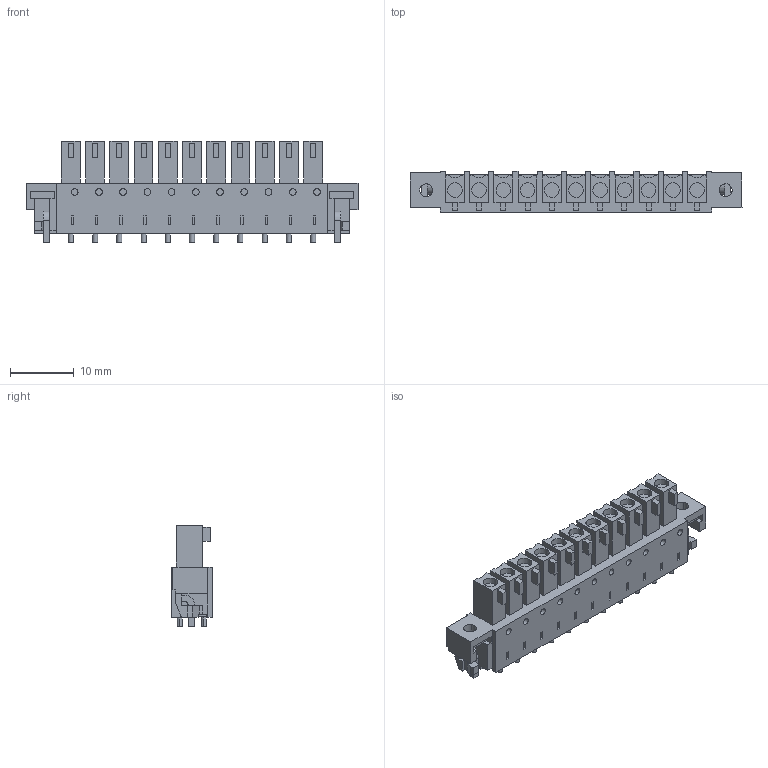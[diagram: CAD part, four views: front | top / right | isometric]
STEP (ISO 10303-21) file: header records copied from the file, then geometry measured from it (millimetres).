
FILE_DESCRIPTION(('CATIA V5 STEP Exchange','CAx-IF Rec.Pracs.--- Model Styling and Organization---1.4--- 2014-01-23'),'2;1');
FILE_NAME ('D1447104_1_1029360000_1029360000.stp','2023-04-28T10:38:13+00:00',('none'),('Weidmueller'),'CATIA Version 5-6 Release 2016 SP3 HF44','CATIA V5 STEP AP214','none');
FILE_SCHEMA(('AUTOMOTIVE_DESIGN { 1 0 10303 214 1 1 1 1 }'));
Length unit declared in the file: millimetre
Products named in the file (1): 1029360000
Bounding box: 52.21 x 6.45 x 16 mm (x, y, z)
Volume: 2945.2 mm3; surface area: 3387 mm2
Topology: 25 solids, 25 shells, 823 faces, 2051 edges, 1331 vertices
Faces by surface type: plane 716, cylinder 107
Entity records: 22814 total; most frequent: CARTESIAN_POINT 4258, ORIENTED_EDGE 4102, DIRECTION 2901, EDGE_CURVE 2051, VECTOR 1793, LINE 1793, VERTEX_POINT 1331, EDGE_LOOP 884
